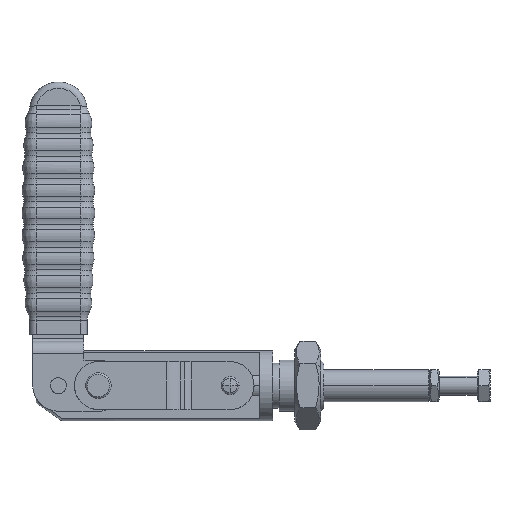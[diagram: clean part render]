
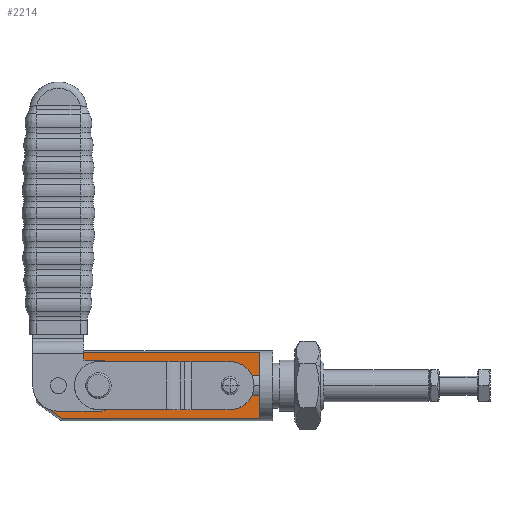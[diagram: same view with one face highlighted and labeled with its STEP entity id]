
A CAD part, top view. The second image highlights one B-rep face of the part: STEP entity #2214.
In plain terms, the highlighted planar face has unit normal (0, 0, 1).
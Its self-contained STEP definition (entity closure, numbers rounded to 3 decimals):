
#2067=AXIS2_PLACEMENT_3D('Plane Axis2P3D',#2064,#2065,#2066) ;
#2071=AXIS2_PLACEMENT_3D('Circle Axis2P3D',#2069,#2070,$) ;
#2087=AXIS2_PLACEMENT_3D('Circle Axis2P3D',#2085,#2086,$) ;
#2101=AXIS2_PLACEMENT_3D('Circle Axis2P3D',#2099,#2100,$) ;
#2115=AXIS2_PLACEMENT_3D('Circle Axis2P3D',#2113,#2114,$) ;
#2198=AXIS2_PLACEMENT_3D('Circle Axis2P3D',#2196,#2197,$) ;
#2207=AXIS2_PLACEMENT_3D('Circle Axis2P3D',#2205,#2206,$) ;
#1934=CARTESIAN_POINT('Vertex',(8.,10.285,3.9)) ;
#1937=CARTESIAN_POINT('Line Origine',(41.,10.285,3.9)) ;
#1941=CARTESIAN_POINT('Vertex',(70.,10.285,3.9)) ;
#1948=CARTESIAN_POINT('Vertex',(70.,-10.285,3.9)) ;
#1951=CARTESIAN_POINT('Line Origine',(41.,-10.285,3.9)) ;
#1955=CARTESIAN_POINT('Vertex',(8.,-10.285,3.9)) ;
#2046=CARTESIAN_POINT('Vertex',(0.,3.708,3.9)) ;
#2050=CARTESIAN_POINT('Control Point',(0.,3.708,3.9)) ;
#2051=CARTESIAN_POINT('Control Point',(0.677,4.397,3.9)) ;
#2052=CARTESIAN_POINT('Control Point',(1.585,5.238,3.9)) ;
#2053=CARTESIAN_POINT('Control Point',(2.815,6.293,3.9)) ;
#2054=CARTESIAN_POINT('Control Point',(4.661,7.778,3.9)) ;
#2055=CARTESIAN_POINT('Control Point',(8.,10.285,3.9)) ;
#2064=CARTESIAN_POINT('Axis2P3D Location',(0.,10.285,3.9)) ;
#2069=CARTESIAN_POINT('Axis2P3D Location',(49.,-0.25,3.9)) ;
#2073=CARTESIAN_POINT('Vertex',(53.088,-3.129,3.9)) ;
#2075=CARTESIAN_POINT('Vertex',(49.,-5.25,3.9)) ;
#2078=CARTESIAN_POINT('Line Origine',(39.,-5.25,3.9)) ;
#2082=CARTESIAN_POINT('Vertex',(29.,-5.25,3.9)) ;
#2085=CARTESIAN_POINT('Axis2P3D Location',(29.,-0.25,3.9)) ;
#2089=CARTESIAN_POINT('Vertex',(24.,-0.25,3.9)) ;
#2092=CARTESIAN_POINT('Line Origine',(24.,0.,3.9)) ;
#2096=CARTESIAN_POINT('Vertex',(24.,0.25,3.9)) ;
#2099=CARTESIAN_POINT('Axis2P3D Location',(29.,0.25,3.9)) ;
#2103=CARTESIAN_POINT('Vertex',(29.,5.25,3.9)) ;
#2106=CARTESIAN_POINT('Line Origine',(39.,5.25,3.9)) ;
#2110=CARTESIAN_POINT('Vertex',(49.,5.25,3.9)) ;
#2113=CARTESIAN_POINT('Axis2P3D Location',(49.,0.25,3.9)) ;
#2117=CARTESIAN_POINT('Vertex',(53.088,3.129,3.9)) ;
#2120=CARTESIAN_POINT('Line Origine',(54.019,3.129,3.9)) ;
#2124=CARTESIAN_POINT('Vertex',(54.95,3.129,3.9)) ;
#2127=CARTESIAN_POINT('Line Origine',(62.475,3.129,3.9)) ;
#2131=CARTESIAN_POINT('Vertex',(70.,3.129,3.9)) ;
#2134=CARTESIAN_POINT('Line Origine',(70.,6.707,3.9)) ;
#2139=CARTESIAN_POINT('Line Origine',(0.,0.,3.9)) ;
#2143=CARTESIAN_POINT('Vertex',(0.,-3.708,3.9)) ;
#2147=CARTESIAN_POINT('Control Point',(8.,-10.285,3.9)) ;
#2148=CARTESIAN_POINT('Control Point',(6.377,-9.066,3.9)) ;
#2149=CARTESIAN_POINT('Control Point',(4.846,-7.894,3.9)) ;
#2150=CARTESIAN_POINT('Control Point',(3.444,-6.786,3.9)) ;
#2151=CARTESIAN_POINT('Control Point',(1.909,-5.517,3.9)) ;
#2152=CARTESIAN_POINT('Control Point',(0.641,-4.339,3.9)) ;
#2153=CARTESIAN_POINT('Control Point',(0.418,-4.126,3.9)) ;
#2154=CARTESIAN_POINT('Control Point',(0.204,-3.916,3.9)) ;
#2155=CARTESIAN_POINT('Control Point',(0.,-3.708,3.9)) ;
#2157=CARTESIAN_POINT('Line Origine',(70.,-6.707,3.9)) ;
#2161=CARTESIAN_POINT('Vertex',(70.,-3.129,3.9)) ;
#2164=CARTESIAN_POINT('Line Origine',(62.475,-3.129,3.9)) ;
#2168=CARTESIAN_POINT('Vertex',(54.95,-3.129,3.9)) ;
#2171=CARTESIAN_POINT('Line Origine',(54.019,-3.129,3.9)) ;
#2196=CARTESIAN_POINT('Axis2P3D Location',(7.,0.,3.9)) ;
#2200=CARTESIAN_POINT('Vertex',(11.,0.,3.9)) ;
#2202=CARTESIAN_POINT('Vertex',(3.,0.,3.9)) ;
#2205=CARTESIAN_POINT('Axis2P3D Location',(7.,0.,3.9)) ;
#1938=DIRECTION('Vector Direction',(1.,0.,0.)) ;
#1952=DIRECTION('Vector Direction',(1.,0.,0.)) ;
#2065=DIRECTION('Axis2P3D Direction',(0.,0.,-1.)) ;
#2066=DIRECTION('Axis2P3D XDirection',(-1.,0.,0.)) ;
#2070=DIRECTION('Axis2P3D Direction',(0.,0.,-1.)) ;
#2079=DIRECTION('Vector Direction',(-1.,0.,0.)) ;
#2086=DIRECTION('Axis2P3D Direction',(0.,0.,-1.)) ;
#2093=DIRECTION('Vector Direction',(0.,1.,0.)) ;
#2100=DIRECTION('Axis2P3D Direction',(0.,0.,-1.)) ;
#2107=DIRECTION('Vector Direction',(1.,0.,0.)) ;
#2114=DIRECTION('Axis2P3D Direction',(0.,0.,-1.)) ;
#2121=DIRECTION('Vector Direction',(-1.,0.,0.)) ;
#2128=DIRECTION('Vector Direction',(-1.,0.,0.)) ;
#2135=DIRECTION('Vector Direction',(0.,-1.,0.)) ;
#2140=DIRECTION('Vector Direction',(0.,1.,0.)) ;
#2158=DIRECTION('Vector Direction',(0.,-1.,0.)) ;
#2165=DIRECTION('Vector Direction',(1.,0.,0.)) ;
#2172=DIRECTION('Vector Direction',(1.,0.,0.)) ;
#2197=DIRECTION('Axis2P3D Direction',(0.,0.,-1.)) ;
#2206=DIRECTION('Axis2P3D Direction',(0.,0.,-1.)) ;
#1939=VECTOR('Line Direction',#1938,1.) ;
#1953=VECTOR('Line Direction',#1952,1.) ;
#2080=VECTOR('Line Direction',#2079,1.) ;
#2094=VECTOR('Line Direction',#2093,1.) ;
#2108=VECTOR('Line Direction',#2107,1.) ;
#2122=VECTOR('Line Direction',#2121,1.) ;
#2129=VECTOR('Line Direction',#2128,1.) ;
#2136=VECTOR('Line Direction',#2135,1.) ;
#2141=VECTOR('Line Direction',#2140,1.) ;
#2159=VECTOR('Line Direction',#2158,1.) ;
#2166=VECTOR('Line Direction',#2165,1.) ;
#2173=VECTOR('Line Direction',#2172,1.) ;
#2177=ORIENTED_EDGE('',*,*,#2077,.T.) ;
#2178=ORIENTED_EDGE('',*,*,#2084,.T.) ;
#2179=ORIENTED_EDGE('',*,*,#2091,.T.) ;
#2180=ORIENTED_EDGE('',*,*,#2098,.T.) ;
#2181=ORIENTED_EDGE('',*,*,#2105,.T.) ;
#2182=ORIENTED_EDGE('',*,*,#2112,.T.) ;
#2183=ORIENTED_EDGE('',*,*,#2119,.T.) ;
#2184=ORIENTED_EDGE('',*,*,#2126,.F.) ;
#2185=ORIENTED_EDGE('',*,*,#2133,.F.) ;
#2186=ORIENTED_EDGE('',*,*,#2138,.F.) ;
#2187=ORIENTED_EDGE('',*,*,#1943,.F.) ;
#2188=ORIENTED_EDGE('',*,*,#2056,.F.) ;
#2189=ORIENTED_EDGE('',*,*,#2145,.F.) ;
#2190=ORIENTED_EDGE('',*,*,#2156,.F.) ;
#2191=ORIENTED_EDGE('',*,*,#1957,.F.) ;
#2192=ORIENTED_EDGE('',*,*,#2163,.F.) ;
#2193=ORIENTED_EDGE('',*,*,#2170,.F.) ;
#2194=ORIENTED_EDGE('',*,*,#2175,.F.) ;
#2211=ORIENTED_EDGE('',*,*,#2204,.T.) ;
#2212=ORIENTED_EDGE('',*,*,#2209,.T.) ;
#2213=FACE_BOUND('',#2210,.T.) ;
#2214=ADVANCED_FACE('SCHUBSTANGENSPANNER_TS_P_350_357881',(#2195,#2213),#2068,.F.) ;
#2049=B_SPLINE_CURVE_WITH_KNOTS('',5,(#2050,#2051,#2052,#2053,#2054,#2055),.UNSPECIFIED.,.F.,.U.,(6,6),(0.,47.241),.UNSPECIFIED.) ;
#2146=B_SPLINE_CURVE_WITH_KNOTS('',5,(#2147,#2148,#2149,#2150,#2151,#2152,#2153,#2154,#2155),.UNSPECIFIED.,.F.,.U.,(6,3,6),(0.,12.085,14.795),.UNSPECIFIED.) ;
#2072=CIRCLE('generated circle',#2071,5.) ;
#2088=CIRCLE('generated circle',#2087,5.) ;
#2102=CIRCLE('generated circle',#2101,5.) ;
#2116=CIRCLE('generated circle',#2115,5.) ;
#2199=CIRCLE('generated circle',#2198,4.) ;
#2208=CIRCLE('generated circle',#2207,4.) ;
#1943=EDGE_CURVE('',#1935,#1942,#1940,.T.) ;
#1957=EDGE_CURVE('',#1949,#1956,#1954,.F.) ;
#2056=EDGE_CURVE('',#2047,#1935,#2049,.T.) ;
#2077=EDGE_CURVE('',#2074,#2076,#2072,.T.) ;
#2084=EDGE_CURVE('',#2076,#2083,#2081,.T.) ;
#2091=EDGE_CURVE('',#2083,#2090,#2088,.T.) ;
#2098=EDGE_CURVE('',#2090,#2097,#2095,.T.) ;
#2105=EDGE_CURVE('',#2097,#2104,#2102,.T.) ;
#2112=EDGE_CURVE('',#2104,#2111,#2109,.T.) ;
#2119=EDGE_CURVE('',#2111,#2118,#2116,.T.) ;
#2126=EDGE_CURVE('',#2125,#2118,#2123,.T.) ;
#2133=EDGE_CURVE('',#2132,#2125,#2130,.T.) ;
#2138=EDGE_CURVE('',#1942,#2132,#2137,.T.) ;
#2145=EDGE_CURVE('',#2144,#2047,#2142,.T.) ;
#2156=EDGE_CURVE('',#1956,#2144,#2146,.T.) ;
#2163=EDGE_CURVE('',#2162,#1949,#2160,.T.) ;
#2170=EDGE_CURVE('',#2169,#2162,#2167,.T.) ;
#2175=EDGE_CURVE('',#2074,#2169,#2174,.T.) ;
#2204=EDGE_CURVE('',#2201,#2203,#2199,.T.) ;
#2209=EDGE_CURVE('',#2203,#2201,#2208,.T.) ;
#2176=EDGE_LOOP('',(#2177,#2178,#2179,#2180,#2181,#2182,#2183,#2184,#2185,#2186,#2187,#2188,#2189,#2190,#2191,#2192,#2193,#2194)) ;
#2210=EDGE_LOOP('',(#2211,#2212)) ;
#2195=FACE_OUTER_BOUND('',#2176,.T.) ;
#1940=LINE('Line',#1937,#1939) ;
#1954=LINE('Line',#1951,#1953) ;
#2081=LINE('Line',#2078,#2080) ;
#2095=LINE('Line',#2092,#2094) ;
#2109=LINE('Line',#2106,#2108) ;
#2123=LINE('Line',#2120,#2122) ;
#2130=LINE('Line',#2127,#2129) ;
#2137=LINE('Line',#2134,#2136) ;
#2142=LINE('Line',#2139,#2141) ;
#2160=LINE('Line',#2157,#2159) ;
#2167=LINE('Line',#2164,#2166) ;
#2174=LINE('Line',#2171,#2173) ;
#2068=PLANE('Plane',#2067) ;
#1935=VERTEX_POINT('',#1934) ;
#1942=VERTEX_POINT('',#1941) ;
#1949=VERTEX_POINT('',#1948) ;
#1956=VERTEX_POINT('',#1955) ;
#2047=VERTEX_POINT('',#2046) ;
#2074=VERTEX_POINT('',#2073) ;
#2076=VERTEX_POINT('',#2075) ;
#2083=VERTEX_POINT('',#2082) ;
#2090=VERTEX_POINT('',#2089) ;
#2097=VERTEX_POINT('',#2096) ;
#2104=VERTEX_POINT('',#2103) ;
#2111=VERTEX_POINT('',#2110) ;
#2118=VERTEX_POINT('',#2117) ;
#2125=VERTEX_POINT('',#2124) ;
#2132=VERTEX_POINT('',#2131) ;
#2144=VERTEX_POINT('',#2143) ;
#2162=VERTEX_POINT('',#2161) ;
#2169=VERTEX_POINT('',#2168) ;
#2201=VERTEX_POINT('',#2200) ;
#2203=VERTEX_POINT('',#2202) ;
